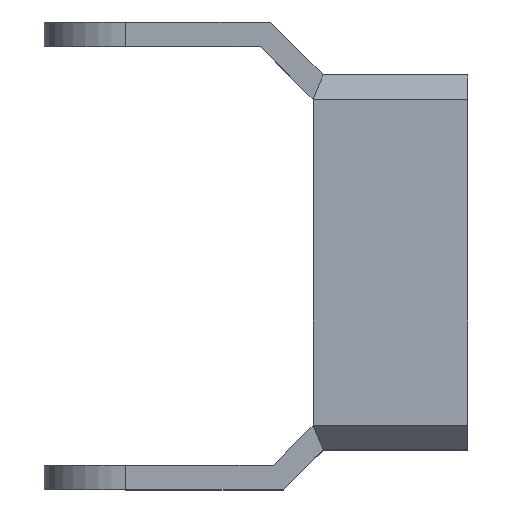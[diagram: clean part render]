
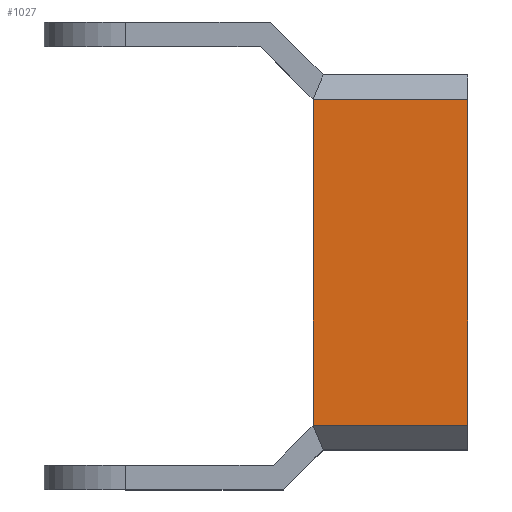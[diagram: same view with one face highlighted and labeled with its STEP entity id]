
A CAD part, top view. The second image highlights one B-rep face of the part: STEP entity #1027.
In plain terms, the highlighted planar face has unit normal (0, 0, 1).
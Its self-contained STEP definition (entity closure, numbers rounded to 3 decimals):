
#120=FACE_OUTER_BOUND('',#178,.T.);
#178=EDGE_LOOP('',(#764,#765,#766,#767));
#258=LINE('',#1473,#363);
#296=LINE('',#1553,#401);
#297=LINE('',#1556,#402);
#298=LINE('',#1557,#403);
#363=VECTOR('',#1176,10.);
#401=VECTOR('',#1242,10.);
#402=VECTOR('',#1245,10.);
#403=VECTOR('',#1246,10.);
#467=VERTEX_POINT('',#1470);
#468=VERTEX_POINT('',#1472);
#496=VERTEX_POINT('',#1551);
#497=VERTEX_POINT('',#1555);
#558=EDGE_CURVE('',#468,#467,#258,.T.);
#599=EDGE_CURVE('',#496,#467,#296,.T.);
#600=EDGE_CURVE('',#496,#497,#297,.T.);
#601=EDGE_CURVE('',#468,#497,#298,.T.);
#764=ORIENTED_EDGE('',*,*,#599,.F.);
#765=ORIENTED_EDGE('',*,*,#600,.T.);
#766=ORIENTED_EDGE('',*,*,#601,.F.);
#767=ORIENTED_EDGE('',*,*,#558,.T.);
#992=PLANE('',#1086);
#1027=ADVANCED_FACE('',(#120),#992,.T.);
#1086=AXIS2_PLACEMENT_3D('',#1554,#1243,#1244);
#1176=DIRECTION('',(0.,1.,0.));
#1242=DIRECTION('',(1.,0.,0.));
#1243=DIRECTION('center_axis',(0.,0.,1.));
#1244=DIRECTION('ref_axis',(1.,0.,0.));
#1245=DIRECTION('',(0.,-1.,0.));
#1246=DIRECTION('',(-1.,0.,0.));
#1470=CARTESIAN_POINT('',(52.,20.,13.));
#1472=CARTESIAN_POINT('',(52.,-20.,13.));
#1473=CARTESIAN_POINT('',(52.,-23.,13.));
#1551=CARTESIAN_POINT('',(33.,20.,13.));
#1553=CARTESIAN_POINT('',(47.25,20.,13.));
#1554=CARTESIAN_POINT('Origin',(42.5,-21.5,13.));
#1555=CARTESIAN_POINT('',(33.,-20.,13.));
#1556=CARTESIAN_POINT('',(33.,20.,13.));
#1557=CARTESIAN_POINT('',(38.371,-20.,13.));
